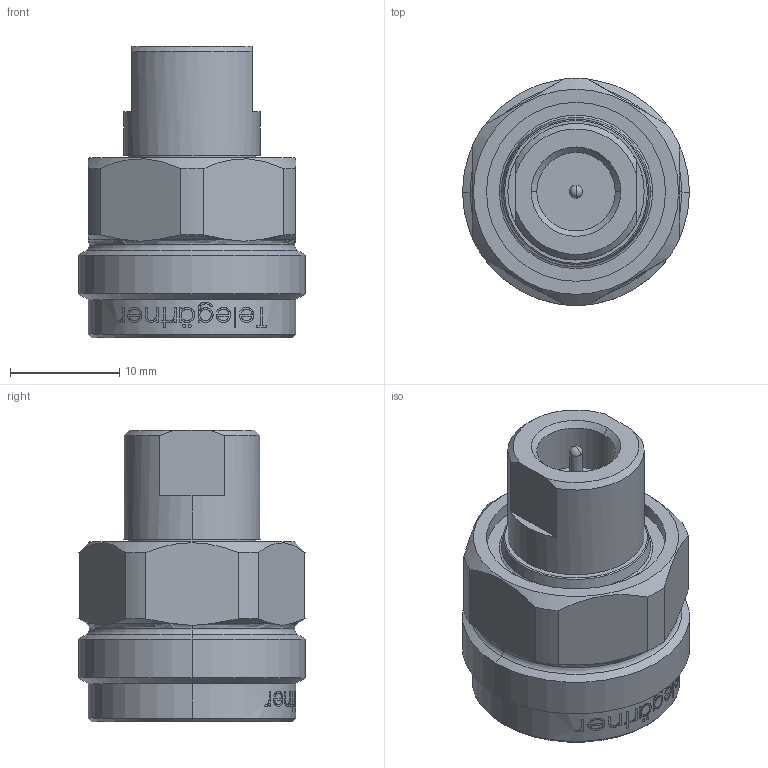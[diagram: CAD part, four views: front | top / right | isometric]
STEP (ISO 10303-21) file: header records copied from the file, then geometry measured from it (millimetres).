
FILE_DESCRIPTION (( 'STEP AP214' ), '1' );
FILE_NAME ('J01027A0013.STEP', '2015-06-16T09:48:41', ( '' ), ( '' ), 'SwSTEP 2.0', 'SolidWorks 2015', '' );
FILE_SCHEMA (( 'AUTOMOTIVE_DESIGN' ));
Length unit declared in the file: millimetre
Products named in the file (1): J01027A0013
Bounding box: 20.8 x 20.8 x 26.7 mm (x, y, z)
Volume: 4952.2 mm3; surface area: 2786.9 mm2
Topology: 1 solids, 1 shells, 249 faces, 633 edges, 412 vertices
Faces by surface type: plane 83, bspline 78, cylinder 48, cone 28, torus 8, sphere 4
Entity records: 13212 total; most frequent: CARTESIAN_POINT 4949, ORIENTED_EDGE 1262, DIRECTION 947, EDGE_CURVE 631, VERTEX_POINT 412, AXIS2_PLACEMENT_3D 342, EDGE_LOOP 277, VECTOR 263
